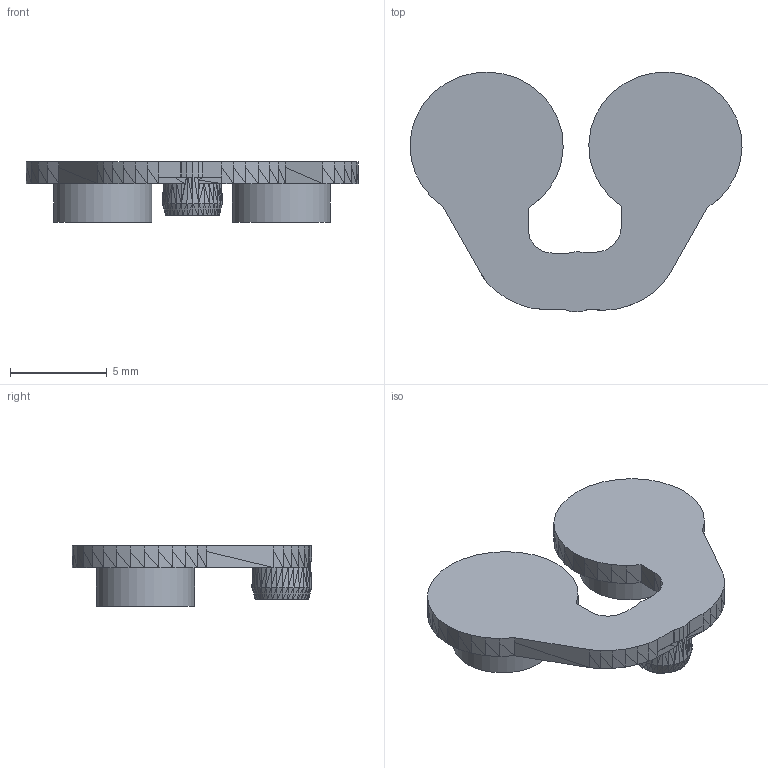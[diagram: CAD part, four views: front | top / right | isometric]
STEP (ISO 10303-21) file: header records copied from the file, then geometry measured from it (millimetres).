
FILE_DESCRIPTION(/* description */ (''),/* implementation_level */ '2;1');
FILE_NAME(/* name */ 'uPicoMac v18-button.step',/* time_stamp */ '2025-08-18T13:03:12+08:00',/* author */ (''),/* organization */ (''),/* preprocessor_version */ 'ST-DEVELOPER v20.1',/* originating_system */ 'Autodesk Translation Framework v14.10.0.0',/* authorisation */ '');
FILE_SCHEMA (('AUTOMOTIVE_DESIGN { 1 0 10303 214 3 1 1 }'));
Length unit declared in the file: millimetre
Products named in the file (1): uPicoMac
Bounding box: 17.12 x 12.37 x 3.14 mm (x, y, z)
Volume: 239.9 mm3; surface area: 441 mm2
Topology: 1 solids, 1 shells, 658 faces, 1338 edges, 689 vertices
Faces by surface type: plane 616, bspline 40, cylinder 2
Full cylindrical faces by diameter (mm): 5.05 x2
Entity records: 16536 total; most frequent: CARTESIAN_POINT 3446, ORIENTED_EDGE 2676, DIRECTION 2500, EDGE_CURVE 1338, LINE 1254, VECTOR 1254, VERTEX_POINT 689, EDGE_LOOP 665
